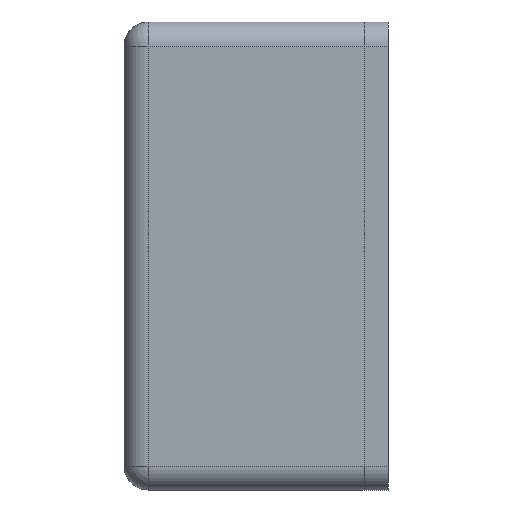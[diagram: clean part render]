
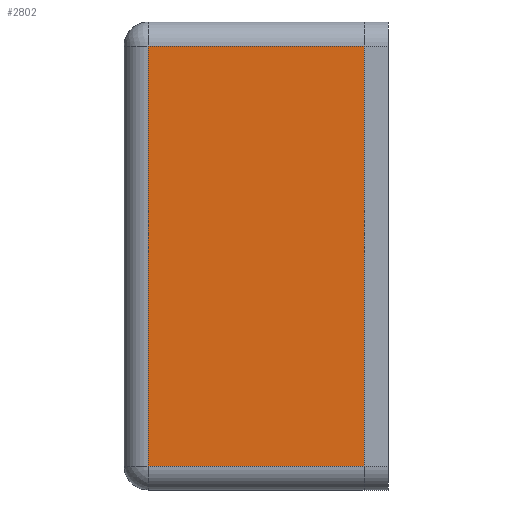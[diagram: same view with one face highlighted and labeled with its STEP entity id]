
A CAD part, left-side view. The second image highlights one B-rep face of the part: STEP entity #2802.
In plain terms, the highlighted planar face has unit normal (-1, 0, 0).
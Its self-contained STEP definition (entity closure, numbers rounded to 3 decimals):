
#395=FACE_OUTER_BOUND('',#562,.T.);
#562=EDGE_LOOP('',(#2533,#2534,#2535,#2536));
#827=LINE('',#5190,#1090);
#829=LINE('',#5205,#1092);
#830=LINE('',#5209,#1093);
#833=LINE('',#5220,#1096);
#1090=VECTOR('',#3410,10.);
#1092=VECTOR('',#3434,10.);
#1093=VECTOR('',#3439,10.);
#1096=VECTOR('',#3454,10.);
#1357=VERTEX_POINT('',#5184);
#1358=VERTEX_POINT('',#5188);
#1360=VERTEX_POINT('',#5199);
#1361=VERTEX_POINT('',#5207);
#1750=EDGE_CURVE('',#1358,#1357,#827,.T.);
#1758=EDGE_CURVE('',#1357,#1360,#829,.T.);
#1760=EDGE_CURVE('',#1360,#1361,#830,.T.);
#1765=EDGE_CURVE('',#1361,#1358,#833,.T.);
#2533=ORIENTED_EDGE('',*,*,#1760,.F.);
#2534=ORIENTED_EDGE('',*,*,#1758,.F.);
#2535=ORIENTED_EDGE('',*,*,#1750,.F.);
#2536=ORIENTED_EDGE('',*,*,#1765,.F.);
#2652=PLANE('',#2943);
#2802=ADVANCED_FACE('',(#395),#2652,.F.);
#2943=AXIS2_PLACEMENT_3D('',#5219,#3452,#3453);
#3410=DIRECTION('',(0.,1.,0.));
#3434=DIRECTION('',(0.,0.,1.));
#3439=DIRECTION('',(0.,-1.,0.));
#3452=DIRECTION('center_axis',(1.,0.,0.));
#3453=DIRECTION('ref_axis',(0.,0.,-1.));
#3454=DIRECTION('',(0.,0.,-1.));
#5184=CARTESIAN_POINT('',(12.,20.,0.));
#5188=CARTESIAN_POINT('',(12.,2.,0.));
#5190=CARTESIAN_POINT('',(12.,6.5,0.));
#5199=CARTESIAN_POINT('',(12.,20.,35.));
#5205=CARTESIAN_POINT('',(12.,20.,9.));
#5207=CARTESIAN_POINT('',(12.,2.,35.));
#5209=CARTESIAN_POINT('',(12.,6.5,35.));
#5219=CARTESIAN_POINT('Origin',(12.,12.,0.5));
#5220=CARTESIAN_POINT('',(12.,2.,10.));
